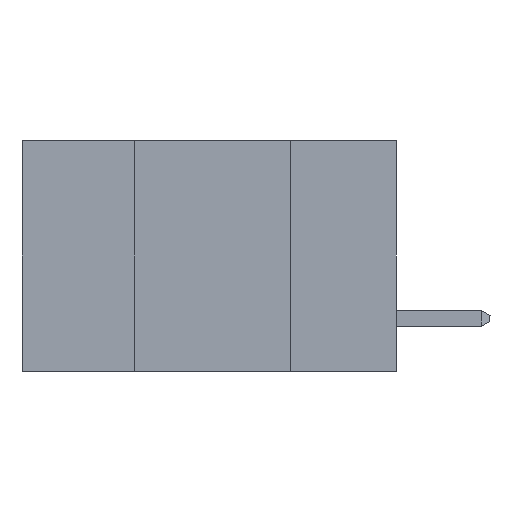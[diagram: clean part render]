
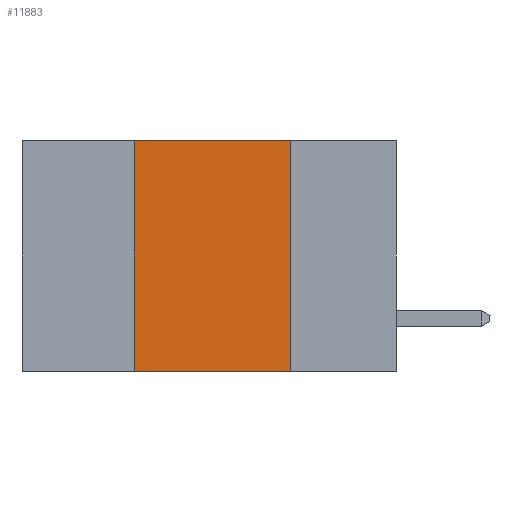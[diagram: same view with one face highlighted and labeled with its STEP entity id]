
A CAD part, left-side view. The second image highlights one B-rep face of the part: STEP entity #11883.
In plain terms, the highlighted planar face has unit normal (-1, 0, 0).
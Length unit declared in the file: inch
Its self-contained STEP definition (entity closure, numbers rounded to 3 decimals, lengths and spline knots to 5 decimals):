
#241 = DIRECTION ( 'NONE',  ( 0., 0., -1. ) ) ;
#1335 = EDGE_CURVE ( 'NONE', #2665, #14230, #12126, .T. ) ;
#1683 = EDGE_LOOP ( 'NONE', ( #5979, #5167, #13657, #10889 ) ) ;
#2485 = CARTESIAN_POINT ( 'NONE',  ( 0., 0.42, 0. ) ) ;
#2665 = VERTEX_POINT ( 'NONE', #13216 ) ;
#3162 = DIRECTION ( 'NONE',  ( 0., -1., 0. ) ) ;
#3212 = CARTESIAN_POINT ( 'NONE',  ( 0., 0.6, 0. ) ) ;
#3265 = VERTEX_POINT ( 'NONE', #2485 ) ;
#3833 = CARTESIAN_POINT ( 'NONE',  ( 0., 0.42, -0.37 ) ) ;
#4057 = DIRECTION ( 'NONE',  ( 0., 0., -1. ) ) ;
#4573 = PLANE ( 'NONE',  #9048 ) ;
#5167 = ORIENTED_EDGE ( 'NONE', *, *, #7925, .F. ) ;
#5979 = ORIENTED_EDGE ( 'NONE', *, *, #10455, .F. ) ;
#6226 = DIRECTION ( 'NONE',  ( 0., 0., 1. ) ) ;
#7717 = DIRECTION ( 'NONE',  ( 0., -1., 0. ) ) ;
#7925 = EDGE_CURVE ( 'NONE', #3265, #9191, #14233, .T. ) ;
#8965 = DIRECTION ( 'NONE',  ( 1., 0., 0. ) ) ;
#9048 = AXIS2_PLACEMENT_3D ( 'NONE', #3212, #8965, #241 ) ;
#9191 = VERTEX_POINT ( 'NONE', #9476 ) ;
#9470 = VECTOR ( 'NONE', #4057, 39.37008 ) ;
#9476 = CARTESIAN_POINT ( 'NONE',  ( 0., 0.17, 0. ) ) ;
#10455 = EDGE_CURVE ( 'NONE', #9191, #14230, #13827, .T. ) ;
#10889 = ORIENTED_EDGE ( 'NONE', *, *, #1335, .T. ) ;
#11040 = CARTESIAN_POINT ( 'NONE',  ( 0., 0.6, -0.37 ) ) ;
#11426 = FACE_OUTER_BOUND ( 'NONE', #1683, .T. ) ;
#11451 = VECTOR ( 'NONE', #3162, 39.37008 ) ;
#11883 = ADVANCED_FACE ( 'NONE', ( #11426 ), #4573, .F. ) ;
#12126 = LINE ( 'NONE', #11040, #11451 ) ;
#12313 = VECTOR ( 'NONE', #6226, 39.37008 ) ;
#12879 = CARTESIAN_POINT ( 'NONE',  ( 0., 0.17, -0.37 ) ) ;
#12931 = EDGE_CURVE ( 'NONE', #2665, #3265, #13814, .T. ) ;
#13216 = CARTESIAN_POINT ( 'NONE',  ( 0., 0.42, -0.37 ) ) ;
#13657 = ORIENTED_EDGE ( 'NONE', *, *, #12931, .F. ) ;
#13685 = CARTESIAN_POINT ( 'NONE',  ( 0., 0.17, -0.37 ) ) ;
#13814 = LINE ( 'NONE', #3833, #12313 ) ;
#13827 = LINE ( 'NONE', #13685, #9470 ) ;
#13828 = VECTOR ( 'NONE', #7717, 39.37008 ) ;
#14094 = CARTESIAN_POINT ( 'NONE',  ( 0., 0.6, 0. ) ) ;
#14230 = VERTEX_POINT ( 'NONE', #12879 ) ;
#14233 = LINE ( 'NONE', #14094, #13828 ) ;
